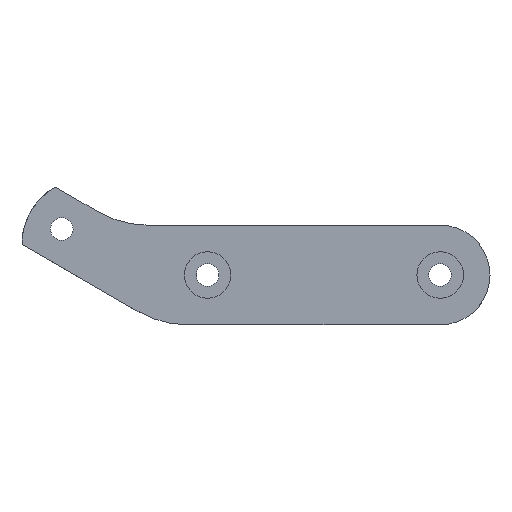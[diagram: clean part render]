
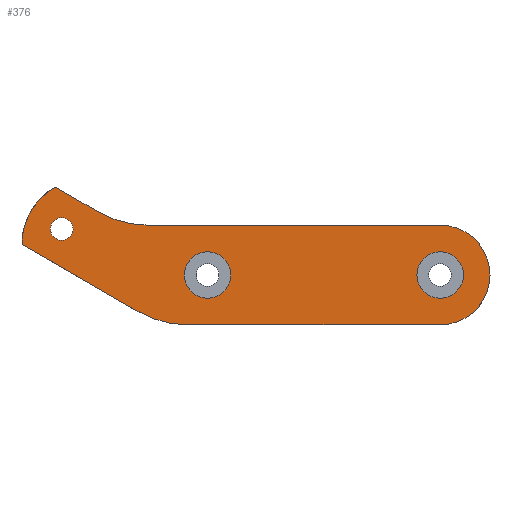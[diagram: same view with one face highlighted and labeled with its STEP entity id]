
A CAD part, top view. The second image highlights one B-rep face of the part: STEP entity #376.
In plain terms, the highlighted planar face has unit normal (0, 0, 1).
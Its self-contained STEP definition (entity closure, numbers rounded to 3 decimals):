
#16=ELLIPSE('',#421,7.5,5.363);
#26=FACE_BOUND('',#94,.T.);
#27=FACE_BOUND('',#95,.T.);
#28=FACE_BOUND('',#96,.T.);
#39=PLANE('',#436);
#62=FACE_OUTER_BOUND('',#93,.T.);
#93=EDGE_LOOP('',(#332,#333,#334,#335,#336,#337,#338,#339));
#94=EDGE_LOOP('',(#340));
#95=EDGE_LOOP('',(#341));
#96=EDGE_LOOP('',(#342));
#109=LINE('',#628,#133);
#113=LINE('',#640,#137);
#117=LINE('',#652,#141);
#120=LINE('',#661,#144);
#133=VECTOR('',#515,10.);
#137=VECTOR('',#527,10.);
#141=VECTOR('',#539,10.);
#144=VECTOR('',#550,10.);
#146=CIRCLE('',#393,3.5);
#149=CIRCLE('',#398,3.5);
#157=CIRCLE('',#413,1.7);
#162=CIRCLE('',#425,15.);
#164=CIRCLE('',#429,7.5);
#166=CIRCLE('',#433,15.);
#168=VERTEX_POINT('',#559);
#171=VERTEX_POINT('',#568);
#179=VERTEX_POINT('',#595);
#185=VERTEX_POINT('',#618);
#186=VERTEX_POINT('',#620);
#188=VERTEX_POINT('',#626);
#190=VERTEX_POINT('',#632);
#192=VERTEX_POINT('',#638);
#194=VERTEX_POINT('',#644);
#196=VERTEX_POINT('',#650);
#198=VERTEX_POINT('',#656);
#201=EDGE_CURVE('',#168,#168,#146,.T.);
#205=EDGE_CURVE('',#171,#171,#149,.T.);
#217=EDGE_CURVE('',#179,#179,#157,.T.);
#225=EDGE_CURVE('',#185,#186,#16,.T.);
#229=EDGE_CURVE('',#188,#185,#109,.T.);
#232=EDGE_CURVE('',#190,#188,#162,.T.);
#235=EDGE_CURVE('',#192,#190,#113,.T.);
#238=EDGE_CURVE('',#194,#192,#164,.T.);
#241=EDGE_CURVE('',#196,#194,#117,.T.);
#244=EDGE_CURVE('',#198,#196,#166,.T.);
#246=EDGE_CURVE('',#186,#198,#120,.T.);
#332=ORIENTED_EDGE('',*,*,#246,.F.);
#333=ORIENTED_EDGE('',*,*,#225,.F.);
#334=ORIENTED_EDGE('',*,*,#229,.F.);
#335=ORIENTED_EDGE('',*,*,#232,.F.);
#336=ORIENTED_EDGE('',*,*,#235,.F.);
#337=ORIENTED_EDGE('',*,*,#238,.F.);
#338=ORIENTED_EDGE('',*,*,#241,.F.);
#339=ORIENTED_EDGE('',*,*,#244,.F.);
#340=ORIENTED_EDGE('',*,*,#201,.F.);
#341=ORIENTED_EDGE('',*,*,#205,.F.);
#342=ORIENTED_EDGE('',*,*,#217,.F.);
#376=ADVANCED_FACE('',(#62,#26,#27,#28),#39,.T.);
#393=AXIS2_PLACEMENT_3D('',#561,#444,#445);
#398=AXIS2_PLACEMENT_3D('',#570,#455,#456);
#413=AXIS2_PLACEMENT_3D('',#597,#489,#490);
#421=AXIS2_PLACEMENT_3D('',#621,#508,#509);
#425=AXIS2_PLACEMENT_3D('',#634,#521,#522);
#429=AXIS2_PLACEMENT_3D('',#646,#533,#534);
#433=AXIS2_PLACEMENT_3D('',#658,#545,#546);
#436=AXIS2_PLACEMENT_3D('',#663,#553,#554);
#444=DIRECTION('center_axis',(0.,0.,1.));
#445=DIRECTION('ref_axis',(1.,0.,0.));
#455=DIRECTION('center_axis',(0.,0.,1.));
#456=DIRECTION('ref_axis',(1.,0.,0.));
#489=DIRECTION('center_axis',(0.,0.,1.));
#490=DIRECTION('ref_axis',(1.,0.,0.));
#508=DIRECTION('center_axis',(0.,0.,-1.));
#509=DIRECTION('ref_axis',(0.507,0.862,0.));
#515=DIRECTION('',(-0.866,0.5,0.));
#521=DIRECTION('center_axis',(0.,0.,-1.));
#522=DIRECTION('ref_axis',(-0.5,-0.866,0.));
#527=DIRECTION('',(-1.,0.,0.));
#533=DIRECTION('center_axis',(0.,0.,-1.));
#534=DIRECTION('ref_axis',(0.,-1.,0.));
#539=DIRECTION('',(1.,0.,0.));
#545=DIRECTION('center_axis',(0.,0.,1.));
#546=DIRECTION('ref_axis',(-0.5,-0.866,0.));
#550=DIRECTION('',(0.866,-0.5,0.));
#553=DIRECTION('center_axis',(0.,0.,1.));
#554=DIRECTION('ref_axis',(1.,0.,0.));
#559=CARTESIAN_POINT('',(3.5,7.5,28.));
#561=CARTESIAN_POINT('Origin',(7.,7.5,28.));
#568=CARTESIAN_POINT('',(38.51,7.5,28.));
#570=CARTESIAN_POINT('Origin',(42.01,7.5,28.));
#595=CARTESIAN_POINT('',(-16.658,14.409,28.));
#597=CARTESIAN_POINT('Origin',(-14.958,14.409,28.));
#618=CARTESIAN_POINT('',(-20.937,12.088,28.));
#620=CARTESIAN_POINT('',(-15.902,20.728,28.));
#621=CARTESIAN_POINT('Origin',(-14.958,14.409,28.));
#626=CARTESIAN_POINT('',(-3.481,2.01,28.));
#628=CARTESIAN_POINT('',(-20.937,12.088,28.));
#632=CARTESIAN_POINT('',(4.019,0.,28.));
#634=CARTESIAN_POINT('Origin',(4.019,15.,28.));
#638=CARTESIAN_POINT('',(42.01,0.,28.));
#640=CARTESIAN_POINT('',(42.01,0.,28.));
#644=CARTESIAN_POINT('',(42.009,15.,28.));
#646=CARTESIAN_POINT('Origin',(42.01,7.5,28.));
#650=CARTESIAN_POINT('',(-1.962,15.,28.));
#652=CARTESIAN_POINT('',(-1.962,15.,28.));
#656=CARTESIAN_POINT('',(-9.462,17.01,28.));
#658=CARTESIAN_POINT('Origin',(-1.962,30.,28.));
#661=CARTESIAN_POINT('',(-10.024,17.334,28.));
#663=CARTESIAN_POINT('Origin',(14.283,10.364,28.));
